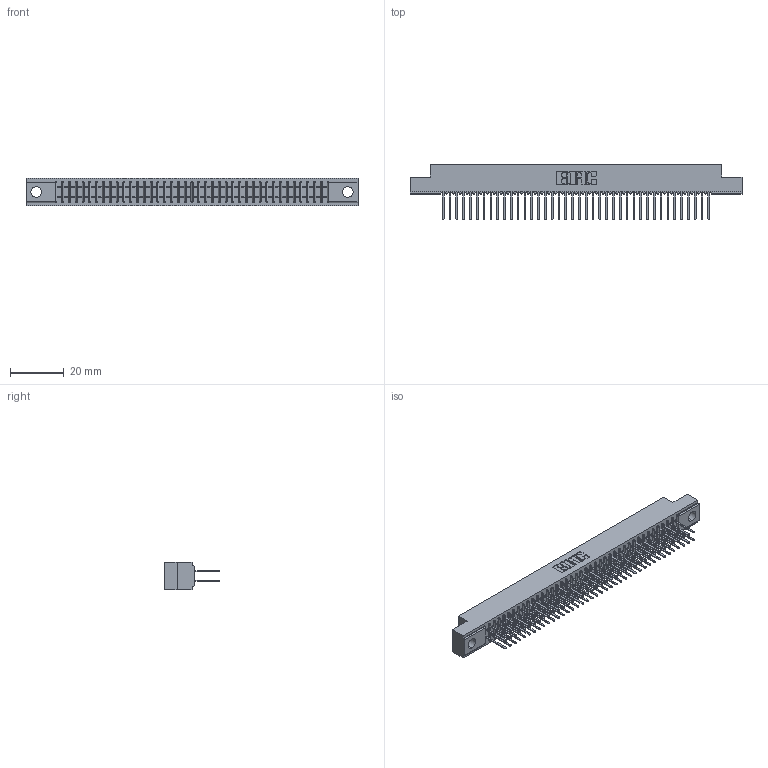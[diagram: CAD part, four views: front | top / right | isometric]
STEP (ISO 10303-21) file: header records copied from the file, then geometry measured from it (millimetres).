
FILE_DESCRIPTION (( 'STEP AP203' ), '1' );
FILE_NAME ('391-080-522-204.STEP', '2018-08-09T15:38:51', ( '' ), ( '' ), 'SwSTEP 2.0', 'SolidWorks 2016', '' );
FILE_SCHEMA (( 'CONFIG_CONTROL_DESIGN' ));
Length unit declared in the file: inch
Products named in the file (3): 341 Part_.156 (3.96) Dia Mounting Holes; 341-292-001_341-292-122; 391-080-522-204
Assembly tree (81 placements, depth 2):
  391-080-522-204
    341 Part_.156 (3.96) Dia Mounting Holes
    341-292-001_341-292-122  x80
Bounding box: 123.83 x 20.62 x 10.16 mm (x, y, z)
Volume: 9145.8 mm3; surface area: 16774.6 mm2
Topology: 81 solids, 81 shells, 5410 faces, 15672 edges, 10150 vertices
Faces by surface type: plane 3282, cylinder 1968, sphere 82, torus 78
Entity records: 49093 total; most frequent: CARTESIAN_POINT 8166, ORIENTED_EDGE 8112, DIRECTION 7918, EDGE_CURVE 4056, VECTOR 3282, LINE 3282, VERTEX_POINT 2566, AXIS2_PLACEMENT_3D 2318
